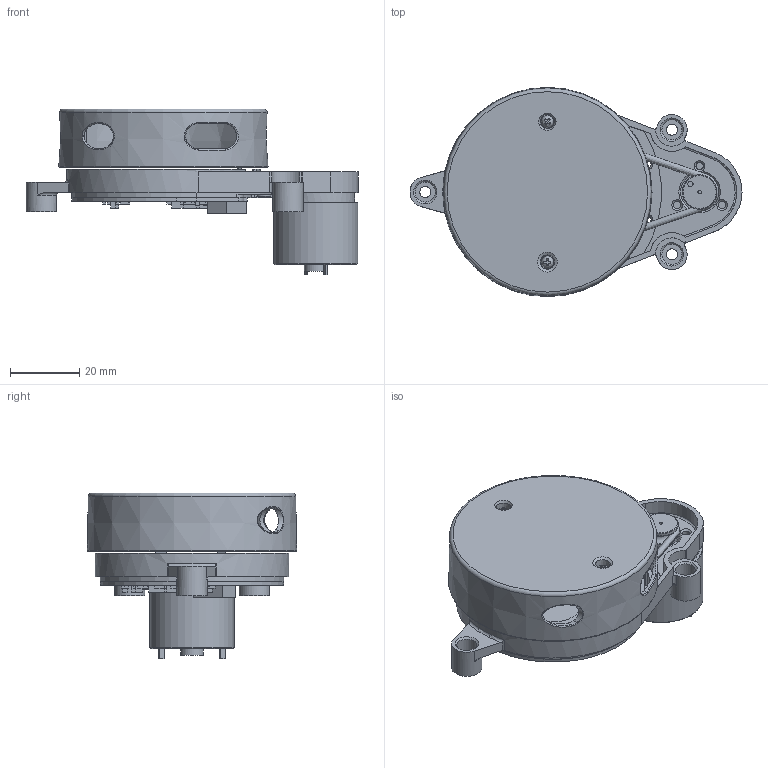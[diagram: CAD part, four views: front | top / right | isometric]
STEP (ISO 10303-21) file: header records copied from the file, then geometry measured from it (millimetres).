
FILE_DESCRIPTION(/* description */ (''),/* implementation_level */ '2;1');
FILE_NAME(/* name */ 'a6e045bb-342f-4f49-943c-e850c38cc68b.stp',/* time_stamp */ '2024-02-04T16:48:32Z',/* author */ (''),/* organization */ (''),/* preprocessor_version */ 'ST-DEVELOPER v20',/* originating_system */ 'Autodesk Translation Framework v12.20.1.177',/* authorisation */ '');
FILE_SCHEMA (('AUTOMOTIVE_DESIGN { 1 0 10303 214 3 1 1 }'));
Length unit declared in the file: millimetre
Products named in the file (1): ydliar_X2
Bounding box: 95.95 x 60.49 x 47.95 mm (x, y, z)
Surface area: 28132.2 mm2 (no closed solid volume)
Topology: 0 solids, 23 shells, 496 faces, 1605 edges, 1128 vertices
Faces by surface type: plane 339, cylinder 97, cone 26, bspline 19, torus 15
Full cylindrical faces by diameter (mm): 1 x1, 1.5 x1, 1.65 x3, 2 x2, 2.1 x2, 2.2 x3, 2.5 x2, 2.506 x1, 2.7 x2, 2.709 x1, 3.2 x3, 4 x2, 5 x1, 5.8 x3, 6.5 x1, 6.8 x3, 8.8 x3, 10 x2, 11 x1, 22.5 x1, 24.3 x1, 56 x1
Entity records: 24155 total; most frequent: CARTESIAN_POINT 10049, DIRECTION 2785, ORIENTED_EDGE 2766, EDGE_CURVE 1603, VERTEX_POINT 1128, LINE 1047, VECTOR 1047, AXIS2_PLACEMENT_3D 869
